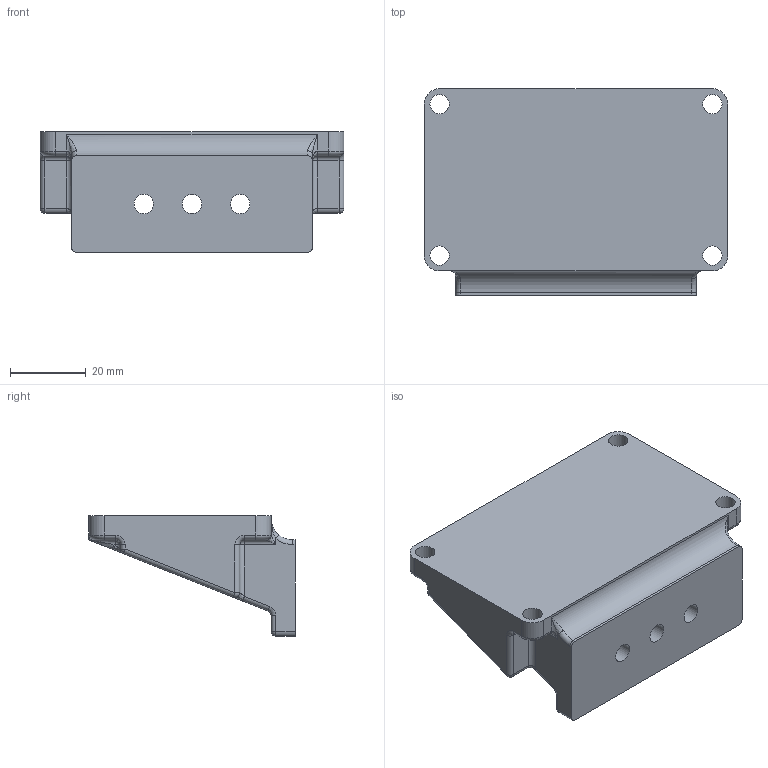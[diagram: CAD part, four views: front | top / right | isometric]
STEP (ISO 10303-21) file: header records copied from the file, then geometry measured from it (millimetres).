
FILE_DESCRIPTION(/* description */ (''),/* implementation_level */ '2;1');
FILE_NAME(/* name */ 'another mount.stp',/* time_stamp */ '2025-02-11T19:22:59-06:00',/* author */ ('hplei'),/* organization */ (''),/* preprocessor_version */ 'ST-DEVELOPER v20',/* originating_system */ 'Autodesk Inventor 2025',/* authorisation */ '');
FILE_SCHEMA (('AUTOMOTIVE_DESIGN { 1 0 10303 214 3 1 1 }'));
Length unit declared in the file: inch
Products named in the file (1): another mount
Bounding box: 80.01 x 54.36 x 31.75 mm (x, y, z)
Volume: 46529.8 mm3; surface area: 15412.1 mm2
Topology: 1 solids, 1 shells, 130 faces, 300 edges, 168 vertices
Faces by surface type: cylinder 64, plane 26, torus 14, bspline 14, sphere 12
Full cylindrical faces by diameter (mm): 5.105 x7
Entity records: 4103 total; most frequent: CARTESIAN_POINT 1077, DIRECTION 674, ORIENTED_EDGE 592, EDGE_CURVE 296, AXIS2_PLACEMENT_3D 271, VERTEX_POINT 168, EDGE_LOOP 144, LINE 132
